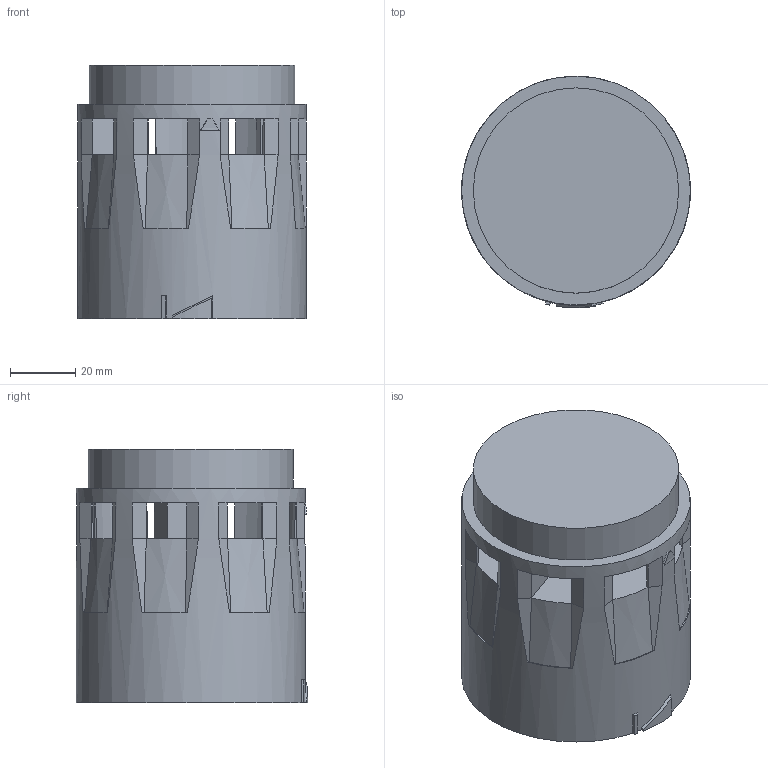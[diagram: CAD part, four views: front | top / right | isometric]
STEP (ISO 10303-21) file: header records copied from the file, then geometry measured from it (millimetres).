
FILE_DESCRIPTION(/* description */ (''),/* implementation_level */ '2;1');
FILE_NAME(/* name */ 'V2-PC7ZI_AuerSignal_910520405.stp',/* time_stamp */ '2021-05-19T17:38:40+02:00',/* author */ (''),/* organization */ (''),/* preprocessor_version */ 'ST-DEVELOPER v16',/* originating_system */ 'SIEMENS PLM Software NX 10.0',/* authorisation */ '');
FILE_SCHEMA (('AUTOMOTIVE_DESIGN { 1 0 10303 214 3 1 1 1 }'));
Length unit declared in the file: millimetre
Products named in the file (1): P.Ge43C8EDE4cwtn
Bounding box: 70 x 70.75 x 77.5 mm (x, y, z)
Volume: 211424.9 mm3; surface area: 33854.2 mm2
Topology: 1 solids, 2 shells, 100 faces, 271 edges, 171 vertices
Faces by surface type: plane 68, cone 23, cylinder 6, revolution 2, bspline 1
Full cylindrical faces by diameter (mm): 62.8 x2, 70 x1
Entity records: 3198 total; most frequent: CARTESIAN_POINT 682, ORIENTED_EDGE 526, DIRECTION 506, EDGE_CURVE 263, AXIS2_PLACEMENT_3D 183, VERTEX_POINT 167, LINE 138, VECTOR 138
